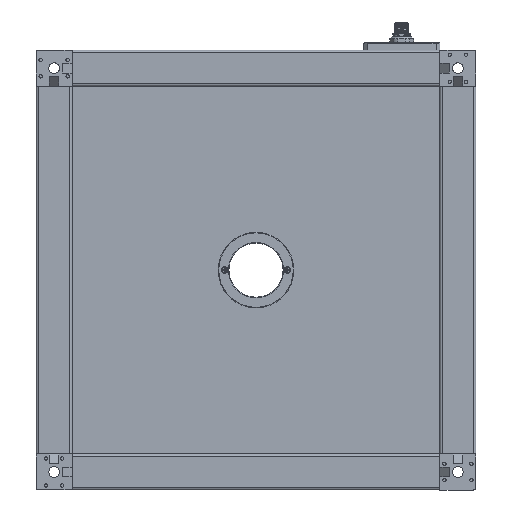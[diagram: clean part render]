
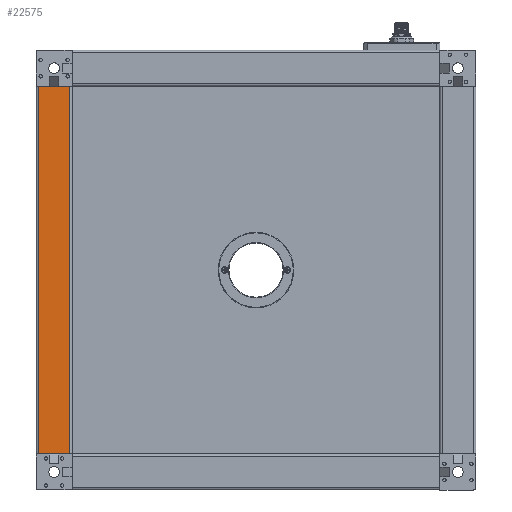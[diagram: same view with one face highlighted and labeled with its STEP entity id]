
A CAD part, front view. The second image highlights one B-rep face of the part: STEP entity #22575.
In plain terms, the highlighted planar face has unit normal (0, -1, 0).
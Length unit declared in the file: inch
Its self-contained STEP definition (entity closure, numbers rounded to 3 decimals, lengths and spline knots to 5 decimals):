
#179 = EDGE_CURVE ( 'NONE', #37702, #38264, #29856, .T. ) ;
#5108 = CARTESIAN_POINT ( 'NONE',  ( 0.51181, -0.59055, -6.02362 ) ) ;
#6549 = LINE ( 'NONE', #52188, #17115 ) ;
#7871 = VERTEX_POINT ( 'NONE', #10972 ) ;
#9067 = CARTESIAN_POINT ( 'NONE',  ( 0., -0.59055, 6.02362 ) ) ;
#10972 = CARTESIAN_POINT ( 'NONE',  ( -0.51181, -0.59055, 6.02362 ) ) ;
#14760 = ORIENTED_EDGE ( 'NONE', *, *, #20125, .T. ) ;
#17115 = VECTOR ( 'NONE', #29797, 39.37008 ) ;
#17866 = ORIENTED_EDGE ( 'NONE', *, *, #179, .F. ) ;
#20125 = EDGE_CURVE ( 'NONE', #7871, #30191, #56880, .T. ) ;
#20934 = DIRECTION ( 'NONE',  ( 0., 0., 1. ) ) ;
#20965 = VECTOR ( 'NONE', #50575, 39.37008 ) ;
#22575 = ADVANCED_FACE ( 'NONE', ( #33455 ), #51491, .F. ) ;
#29620 = EDGE_LOOP ( 'NONE', ( #57340, #17866, #32594, #14760 ) ) ;
#29797 = DIRECTION ( 'NONE',  ( 1., 0., 0. ) ) ;
#29856 = LINE ( 'NONE', #34813, #51720 ) ;
#30191 = VERTEX_POINT ( 'NONE', #43557 ) ;
#30292 = DIRECTION ( 'NONE',  ( 0., 0., -1. ) ) ;
#32111 = VECTOR ( 'NONE', #40601, 39.37008 ) ;
#32594 = ORIENTED_EDGE ( 'NONE', *, *, #44836, .F. ) ;
#33455 = FACE_OUTER_BOUND ( 'NONE', #29620, .T. ) ;
#33484 = LINE ( 'NONE', #9067, #32111 ) ;
#34813 = CARTESIAN_POINT ( 'NONE',  ( 0.51181, -0.59055, 6.02362 ) ) ;
#37035 = CARTESIAN_POINT ( 'NONE',  ( -0.51181, -0.59055, 6.02362 ) ) ;
#37702 = VERTEX_POINT ( 'NONE', #42448 ) ;
#38264 = VERTEX_POINT ( 'NONE', #5108 ) ;
#40601 = DIRECTION ( 'NONE',  ( 1., 0., 0. ) ) ;
#42448 = CARTESIAN_POINT ( 'NONE',  ( 0.51181, -0.59055, 6.02362 ) ) ;
#43557 = CARTESIAN_POINT ( 'NONE',  ( -0.51181, -0.59055, -6.02362 ) ) ;
#44743 = CARTESIAN_POINT ( 'NONE',  ( 0., -0.59055, 6.02362 ) ) ;
#44836 = EDGE_CURVE ( 'NONE', #7871, #37702, #33484, .T. ) ;
#46983 = DIRECTION ( 'NONE',  ( 0., 1., 0. ) ) ;
#50575 = DIRECTION ( 'NONE',  ( 0., 0., -1. ) ) ;
#51491 = PLANE ( 'NONE',  #56339 ) ;
#51720 = VECTOR ( 'NONE', #30292, 39.37008 ) ;
#52188 = CARTESIAN_POINT ( 'NONE',  ( 0., -0.59055, -6.02362 ) ) ;
#53923 = EDGE_CURVE ( 'NONE', #30191, #38264, #6549, .T. ) ;
#56339 = AXIS2_PLACEMENT_3D ( 'NONE', #44743, #46983, #20934 ) ;
#56880 = LINE ( 'NONE', #37035, #20965 ) ;
#57340 = ORIENTED_EDGE ( 'NONE', *, *, #53923, .T. ) ;
